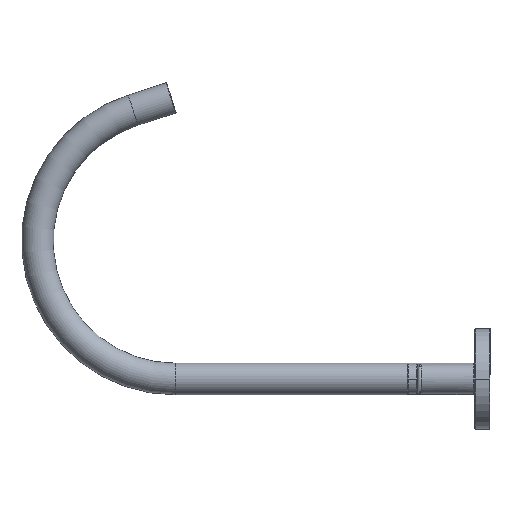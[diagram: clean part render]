
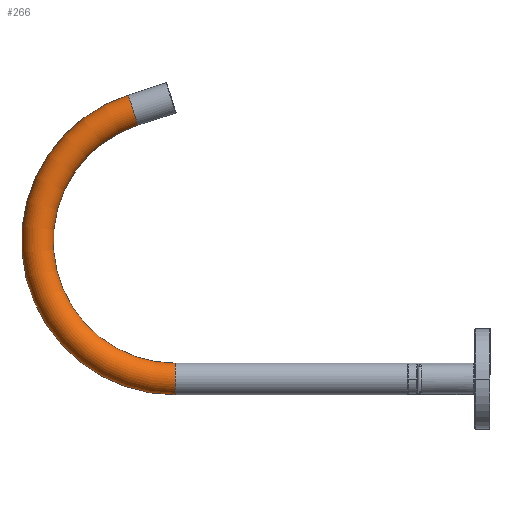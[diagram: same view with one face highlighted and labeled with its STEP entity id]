
A CAD part, left-side view. The second image highlights one B-rep face of the part: STEP entity #266.
In plain terms, the highlighted toroidal (fillet/blend) face has major radius 82.5 mm and minor radius 9.5 mm.
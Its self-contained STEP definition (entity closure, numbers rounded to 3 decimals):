
#195 = AXIS2_PLACEMENT_3D ( 'NONE', #1676, #354, #1583 ) ;
#266 = ADVANCED_FACE ( 'NONE', ( #1693 ), #1970, .T. ) ;
#348 = CIRCLE ( 'NONE', #1994, 9.5 ) ;
#354 = DIRECTION ( 'NONE',  ( 0., -0.952, 0.306 ) ) ;
#417 = ORIENTED_EDGE ( 'NONE', *, *, #2003, .F. ) ;
#428 = DIRECTION ( 'NONE',  ( 1., 0., 0. ) ) ;
#462 = CARTESIAN_POINT ( 'NONE',  ( 0., 179., 82.5 ) ) ;
#517 = DIRECTION ( 'NONE',  ( 1., 0., 0. ) ) ;
#544 = AXIS2_PLACEMENT_3D ( 'NONE', #462, #517, #1191 ) ;
#553 = VERTEX_POINT ( 'NONE', #1525 ) ;
#554 = EDGE_CURVE ( 'NONE', #672, #1877, #696, .T. ) ;
#616 = ORIENTED_EDGE ( 'NONE', *, *, #1601, .F. ) ;
#631 = CARTESIAN_POINT ( 'NONE',  ( 0., 179., 82.5 ) ) ;
#672 = VERTEX_POINT ( 'NONE', #1887 ) ;
#696 = CIRCLE ( 'NONE', #1512, 73. ) ;
#752 = AXIS2_PLACEMENT_3D ( 'NONE', #631, #428, #1806 ) ;
#822 = EDGE_CURVE ( 'NONE', #553, #672, #348, .T. ) ;
#899 = VERTEX_POINT ( 'NONE', #985 ) ;
#982 = DIRECTION ( 'NONE',  ( 0., 0., 1. ) ) ;
#985 = CARTESIAN_POINT ( 'NONE',  ( 0., 207.181, 170.078 ) ) ;
#1008 = CIRCLE ( 'NONE', #752, 92. ) ;
#1062 = CARTESIAN_POINT ( 'NONE',  ( 0., 179., 82.5 ) ) ;
#1191 = DIRECTION ( 'NONE',  ( 0., 0., -1. ) ) ;
#1218 = CARTESIAN_POINT ( 'NONE',  ( 0., 201.361, 151.991 ) ) ;
#1331 = DIRECTION ( 'NONE',  ( 1., 0., 0. ) ) ;
#1334 = CARTESIAN_POINT ( 'NONE',  ( 0., 179., 0. ) ) ;
#1403 = CIRCLE ( 'NONE', #195, 9.5 ) ;
#1406 = ORIENTED_EDGE ( 'NONE', *, *, #822, .T. ) ;
#1512 = AXIS2_PLACEMENT_3D ( 'NONE', #1062, #1331, #1576 ) ;
#1525 = CARTESIAN_POINT ( 'NONE',  ( 0., 179., -9.5 ) ) ;
#1569 = ORIENTED_EDGE ( 'NONE', *, *, #554, .T. ) ;
#1576 = DIRECTION ( 'NONE',  ( 0., 0., -1. ) ) ;
#1583 = DIRECTION ( 'NONE',  ( 0., -0.306, -0.952 ) ) ;
#1601 = EDGE_CURVE ( 'NONE', #553, #899, #1008, .T. ) ;
#1676 = CARTESIAN_POINT ( 'NONE',  ( 0., 204.271, 161.034 ) ) ;
#1693 = FACE_OUTER_BOUND ( 'NONE', #1916, .T. ) ;
#1806 = DIRECTION ( 'NONE',  ( 0., 0., -1. ) ) ;
#1877 = VERTEX_POINT ( 'NONE', #1218 ) ;
#1887 = CARTESIAN_POINT ( 'NONE',  ( 0., 179., 9.5 ) ) ;
#1916 = EDGE_LOOP ( 'NONE', ( #616, #1406, #1569, #417 ) ) ;
#1970 = TOROIDAL_SURFACE ( 'NONE', #544, 82.5, 9.5 ) ;
#1994 = AXIS2_PLACEMENT_3D ( 'NONE', #1334, #2000, #982 ) ;
#2000 = DIRECTION ( 'NONE',  ( 0., 1., 0. ) ) ;
#2003 = EDGE_CURVE ( 'NONE', #899, #1877, #1403, .T. ) ;
